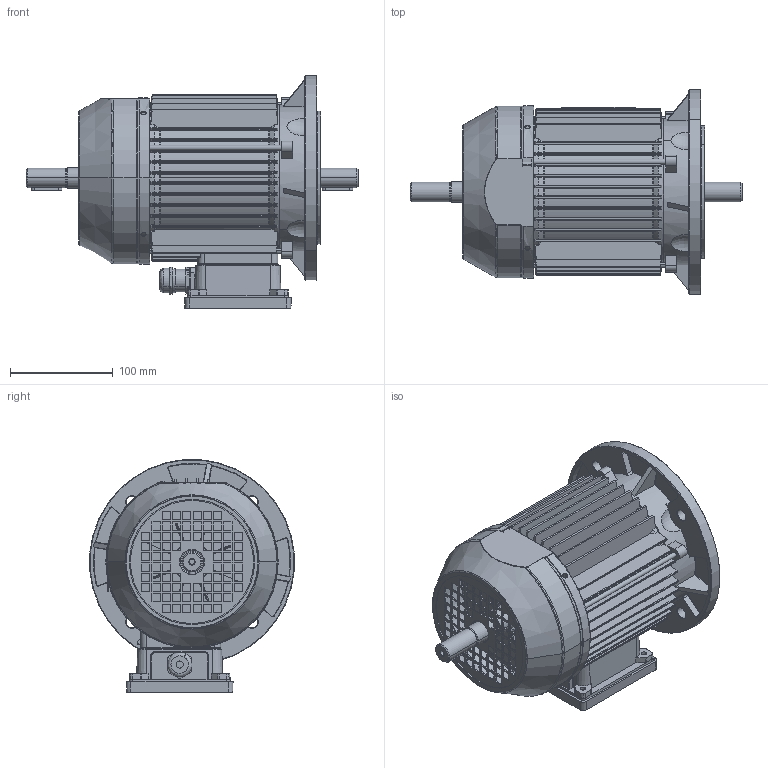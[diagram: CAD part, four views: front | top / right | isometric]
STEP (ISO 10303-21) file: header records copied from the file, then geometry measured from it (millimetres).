
FILE_DESCRIPTION (( 'STEP AP214' ), '1' );
FILE_NAME ('FCA80-B5-IC411-2-4-6-8 POLES-DOUBLE SHAFT.STEP', '2024-10-09T08:47:17', ( '' ), ( '' ), 'SwSTEP 2.0', 'SolidWorks 2024', '' );
FILE_SCHEMA (( 'AUTOMOTIVE_DESIGN' ));
Length unit declared in the file: millimetre
Products named in the file (14): 6x6x30; Guarnizione scatola-coperchio 71- 80; PRESSACAVO M20; Guarnizione scatola-motore71- 80; Flangia FC80; Scudo C80 posteriore; Tirante M5 L.147; Albero C-FC80_Pacco H = 70; Carcassa 80-B5; Coperchio scatola morsetti 71-80; Targhetta motore_LAMIERA ALLUMINIO; Copriventola tipo 80; FCA80-B5-IC411-2-4-6-8 POLES-DOUBLE SHAFT; Scatola morsetti 71- 80_STANDARD DEFINITIVO-1 FORO CENTRALE
Assembly tree (18 placements, depth 2):
  FCA80-B5-IC411-2-4-6-8 POLES-DOUBLE SHAFT
    Albero C-FC80_Pacco H = 70  x2
    Scudo C80 posteriore
    Tirante M5 L.147  x4
    Copriventola tipo 80
    6x6x30  x2
    Flangia FC80
    Carcassa 80-B5
    Targhetta motore_LAMIERA ALLUMINIO
    Guarnizione scatola-motore71- 80
    Scatola morsetti 71- 80_STANDARD DEFINITIVO-1 FORO CENTRALE
    PRESSACAVO M20
    Guarnizione scatola-coperchio 71- 80
    Coperchio scatola morsetti 71-80
Bounding box: 323.5 x 199.24 x 226.62 mm (x, y, z)
Volume: 1190431.5 mm3; surface area: 667070.8 mm2
Topology: 18 solids, 19 shells, 3791 faces, 9885 edges, 6135 vertices
Faces by surface type: plane 1252, cylinder 977, bspline 606, cone 480, torus 436, sphere 40
Entity records: 134333 total; most frequent: CARTESIAN_POINT 48899, ORIENTED_EDGE 19166, DIRECTION 16070, EDGE_CURVE 9583, AXIS2_PLACEMENT_3D 6115, VERTEX_POINT 5985, EDGE_LOOP 4010, LINE 3840
